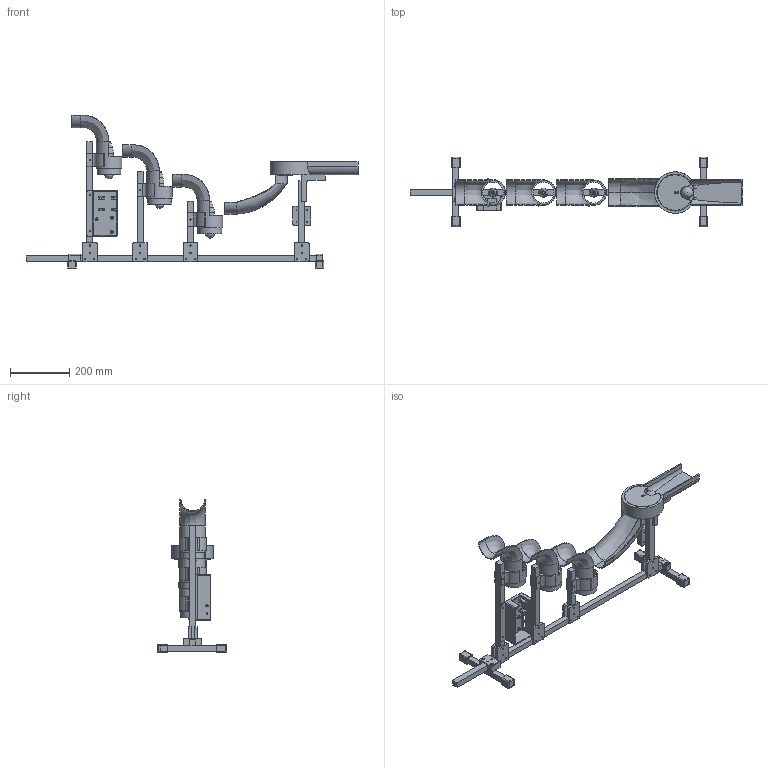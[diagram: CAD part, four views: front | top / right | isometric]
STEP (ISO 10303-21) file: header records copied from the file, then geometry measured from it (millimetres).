
FILE_DESCRIPTION(/* description */ (''),/* implementation_level */ '2;1');
FILE_NAME(/* name */ '2d51b1b6-9d87-427b-94ff-ada0771a9063.stp',/* time_stamp */ '2021-01-16T15:08:32+00:00',/* author */ (''),/* organization */ (''),/* preprocessor_version */ 'ST-DEVELOPER v18.1',/* originating_system */ 'Autodesk Translation Framework v9.7.1.1290',/* authorisation */ '');
FILE_SCHEMA (('AUTOMOTIVE_DESIGN { 1 0 10303 214 3 1 1 }'));
Length unit declared in the file: millimetre
Products named in the file (2): EDF02; gate
Assembly tree (1 placements, depth 2):
  EDF02
    gate
Bounding box: 1120 x 235 x 519 mm (x, y, z)
Volume: 3278862.4 mm3; surface area: 1056879.8 mm2
Topology: 41 solids, 41 shells, 706 faces, 1734 edges, 1131 vertices
Faces by surface type: plane 384, cylinder 251, bspline 41, sphere 17, cone 13
Full cylindrical faces by diameter (mm): 2.8 x11, 4 x6, 4.5 x53, 6 x1, 6.5 x1, 7 x3, 7.5 x1, 10 x10, 12.5 x1, 30.324 x3, 70 x3, 80 x6, 86 x3
Entity records: 27843 total; most frequent: CARTESIAN_POINT 10673, DIRECTION 3477, ORIENTED_EDGE 3464, EDGE_CURVE 1732, AXIS2_PLACEMENT_3D 1205, VERTEX_POINT 1131, LINE 1067, VECTOR 1067
